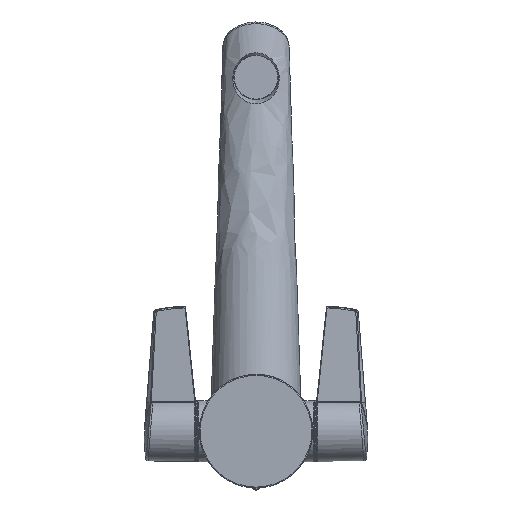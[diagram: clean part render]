
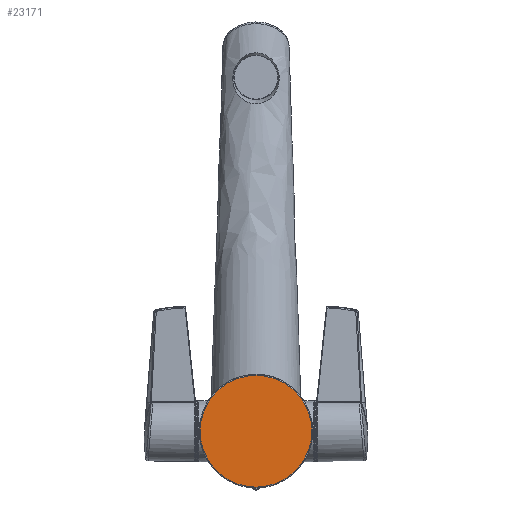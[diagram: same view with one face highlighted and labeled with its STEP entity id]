
A CAD part, front view. The second image highlights one B-rep face of the part: STEP entity #23171.
In plain terms, the highlighted planar face has unit normal (0, -1, 0).
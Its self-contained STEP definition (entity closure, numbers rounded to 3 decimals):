
#200 = PLANE ( 'NONE',  #31084 ) ;
#4936 = AXIS2_PLACEMENT_3D ( 'NONE', #10590, #27495, #13069 ) ;
#5740 = ORIENTED_EDGE ( 'NONE', *, *, #11281, .T. ) ;
#7831 = FACE_OUTER_BOUND ( 'NONE', #31379, .T. ) ;
#10168 = DIRECTION ( 'NONE',  ( -1., 0., 0. ) ) ;
#10590 = CARTESIAN_POINT ( 'NONE',  ( 0., 0., 0. ) ) ;
#11281 = EDGE_CURVE ( 'NONE', #25482, #25482, #26102, .T. ) ;
#13069 = DIRECTION ( 'NONE',  ( -1., 0., 0. ) ) ;
#23171 = ADVANCED_FACE ( 'NONE', ( #7831 ), #200, .T. ) ;
#24725 = DIRECTION ( 'NONE',  ( 0., -1., 0. ) ) ;
#25482 = VERTEX_POINT ( 'NONE', #28439 ) ;
#26102 = CIRCLE ( 'NONE', #4936, 30.488 ) ;
#27495 = DIRECTION ( 'NONE',  ( 0., -1., 0. ) ) ;
#28439 = CARTESIAN_POINT ( 'NONE',  ( -30.488, 0., 0. ) ) ;
#29153 = CARTESIAN_POINT ( 'NONE',  ( 0., 0., 0. ) ) ;
#31084 = AXIS2_PLACEMENT_3D ( 'NONE', #29153, #24725, #10168 ) ;
#31379 = EDGE_LOOP ( 'NONE', ( #5740 ) ) ;
